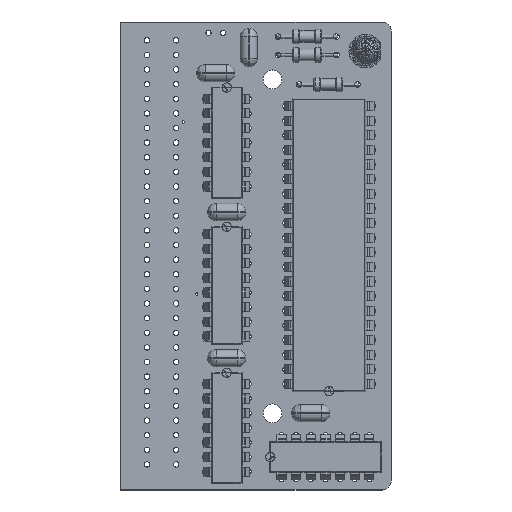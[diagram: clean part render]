
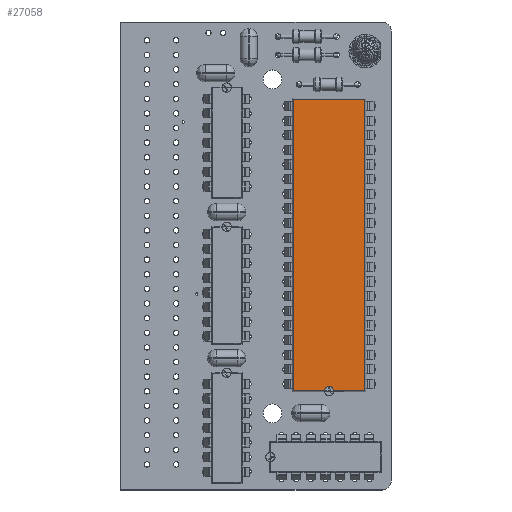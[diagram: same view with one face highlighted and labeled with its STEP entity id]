
A CAD part, top view. The second image highlights one B-rep face of the part: STEP entity #27058.
In plain terms, the highlighted planar face has unit normal (0, 0, 1).
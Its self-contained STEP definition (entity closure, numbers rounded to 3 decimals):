
#27058 = ADVANCED_FACE('',(#27059),#27110,.T.);
#27059 = FACE_BOUND('',#27060,.T.);
#27060 = EDGE_LOOP('',(#27061,#27071,#27079,#27087,#27095,#27103));
#27061 = ORIENTED_EDGE('',*,*,#27062,.F.);
#27062 = EDGE_CURVE('',#27063,#27065,#27067,.T.);
#27063 = VERTEX_POINT('',#27064);
#27064 = CARTESIAN_POINT('',(-6.2,25.3,5.4));
#27065 = VERTEX_POINT('',#27066);
#27066 = CARTESIAN_POINT('',(-0.795,25.3,5.4));
#27067 = LINE('',#27068,#27069);
#27068 = CARTESIAN_POINT('',(-6.4,25.3,5.4));
#27069 = VECTOR('',#27070,1.);
#27070 = DIRECTION('',(1.,0.,0.));
#27071 = ORIENTED_EDGE('',*,*,#27072,.T.);
#27072 = EDGE_CURVE('',#27063,#27073,#27075,.T.);
#27073 = VERTEX_POINT('',#27074);
#27074 = CARTESIAN_POINT('',(-6.2,-25.3,5.4));
#27075 = LINE('',#27076,#27077);
#27076 = CARTESIAN_POINT('',(-6.2,25.5,5.4));
#27077 = VECTOR('',#27078,1.);
#27078 = DIRECTION('',(0.,-1.,0.));
#27079 = ORIENTED_EDGE('',*,*,#27080,.T.);
#27080 = EDGE_CURVE('',#27073,#27081,#27083,.T.);
#27081 = VERTEX_POINT('',#27082);
#27082 = CARTESIAN_POINT('',(6.2,-25.3,5.4));
#27083 = LINE('',#27084,#27085);
#27084 = CARTESIAN_POINT('',(-6.4,-25.3,5.4));
#27085 = VECTOR('',#27086,1.);
#27086 = DIRECTION('',(1.,0.,0.));
#27087 = ORIENTED_EDGE('',*,*,#27088,.F.);
#27088 = EDGE_CURVE('',#27089,#27081,#27091,.T.);
#27089 = VERTEX_POINT('',#27090);
#27090 = CARTESIAN_POINT('',(6.2,25.3,5.4));
#27091 = LINE('',#27092,#27093);
#27092 = CARTESIAN_POINT('',(6.2,25.5,5.4));
#27093 = VECTOR('',#27094,1.);
#27094 = DIRECTION('',(0.,-1.,0.));
#27095 = ORIENTED_EDGE('',*,*,#27096,.F.);
#27096 = EDGE_CURVE('',#27097,#27089,#27099,.T.);
#27097 = VERTEX_POINT('',#27098);
#27098 = CARTESIAN_POINT('',(0.795,25.3,5.4));
#27099 = LINE('',#27100,#27101);
#27100 = CARTESIAN_POINT('',(-6.4,25.3,5.4));
#27101 = VECTOR('',#27102,1.);
#27102 = DIRECTION('',(1.,0.,0.));
#27103 = ORIENTED_EDGE('',*,*,#27104,.F.);
#27104 = EDGE_CURVE('',#27065,#27097,#27105,.T.);
#27105 = CIRCLE('',#27106,0.8);
#27106 = AXIS2_PLACEMENT_3D('',#27107,#27108,#27109);
#27107 = CARTESIAN_POINT('',(0.,25.39,5.4));
#27108 = DIRECTION('',(0.,0.,1.));
#27109 = DIRECTION('',(-1.,0.,0.));
#27110 = PLANE('',#27111);
#27111 = AXIS2_PLACEMENT_3D('',#27112,#27113,#27114);
#27112 = CARTESIAN_POINT('',(-6.2,25.5,5.4));
#27113 = DIRECTION('',(0.,0.,1.));
#27114 = DIRECTION('',(1.,0.,0.));
